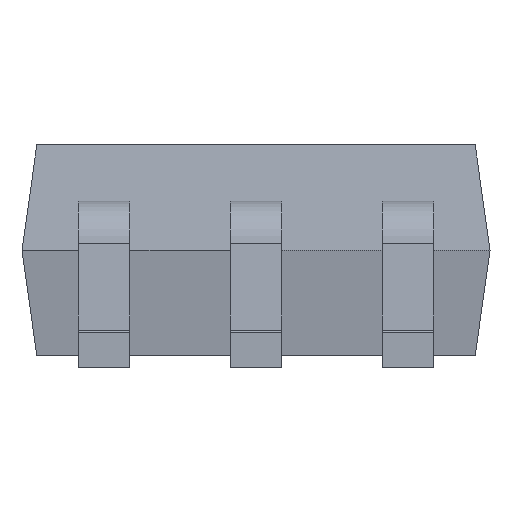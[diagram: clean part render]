
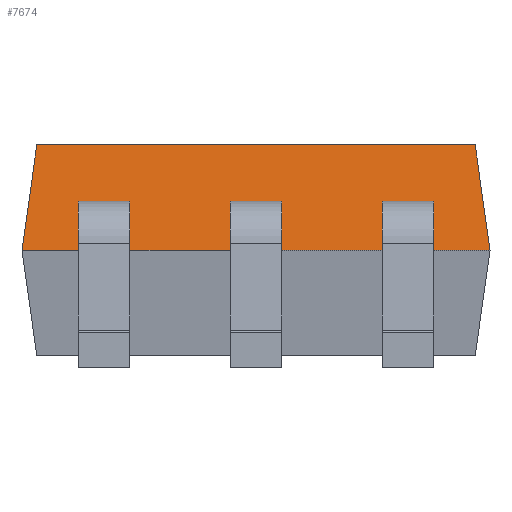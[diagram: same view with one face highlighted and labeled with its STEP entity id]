
A CAD part, front view. The second image highlights one B-rep face of the part: STEP entity #7674.
In plain terms, the highlighted planar face has unit normal (0, -0.99, 0.139).
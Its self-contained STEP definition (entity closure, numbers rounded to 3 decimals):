
#116 = EDGE_CURVE ( 'NONE', #9974, #15408, #2483, .T. ) ;
#447 = CARTESIAN_POINT ( 'NONE',  ( -0.54, -0.617, 0.06 ) ) ;
#645 = ORIENTED_EDGE ( 'NONE', *, *, #9516, .T. ) ;
#681 = EDGE_CURVE ( 'NONE', #15983, #10367, #17236, .T. ) ;
#715 = DIRECTION ( 'NONE',  ( -1., 0., 0. ) ) ;
#916 = ORIENTED_EDGE ( 'NONE', *, *, #13357, .F. ) ;
#975 = VECTOR ( 'NONE', #16995, 1000. ) ;
#1250 = CARTESIAN_POINT ( 'NONE',  ( -1., -0.625, 0. ) ) ;
#1683 = VECTOR ( 'NONE', #5876, 1000. ) ;
#1823 = LINE ( 'NONE', #17504, #6679 ) ;
#2240 = ORIENTED_EDGE ( 'NONE', *, *, #18388, .T. ) ;
#2483 = LINE ( 'NONE', #16485, #5395 ) ;
#2520 = ORIENTED_EDGE ( 'NONE', *, *, #13975, .F. ) ;
#2731 = EDGE_CURVE ( 'NONE', #3204, #10367, #4311, .T. ) ;
#2759 = VECTOR ( 'NONE', #9227, 1000. ) ;
#2901 = VERTEX_POINT ( 'NONE', #12997 ) ;
#3000 = VECTOR ( 'NONE', #715, 1000. ) ;
#3113 = LINE ( 'NONE', #17543, #3471 ) ;
#3204 = VERTEX_POINT ( 'NONE', #16131 ) ;
#3415 = VERTEX_POINT ( 'NONE', #4776 ) ;
#3442 = CARTESIAN_POINT ( 'NONE',  ( 0.11, -0.595, 0.21 ) ) ;
#3471 = VECTOR ( 'NONE', #13085, 1000. ) ;
#3528 = LINE ( 'NONE', #13591, #3000 ) ;
#4037 = CARTESIAN_POINT ( 'NONE',  ( -0.11, -0.625, 0. ) ) ;
#4311 = LINE ( 'NONE', #4037, #8959 ) ;
#4436 = EDGE_CURVE ( 'NONE', #10538, #3204, #3113, .T. ) ;
#4531 = AXIS2_PLACEMENT_3D ( 'NONE', #13075, #14572, #12801 ) ;
#4674 = DIRECTION ( 'NONE',  ( 0., 0.139, 0.99 ) ) ;
#4754 = VECTOR ( 'NONE', #18265, 1000. ) ;
#4776 = CARTESIAN_POINT ( 'NONE',  ( 0.54, -0.595, 0.21 ) ) ;
#4818 = VERTEX_POINT ( 'NONE', #5632 ) ;
#4941 = VERTEX_POINT ( 'NONE', #7859 ) ;
#5101 = EDGE_CURVE ( 'NONE', #8122, #4941, #18315, .T. ) ;
#5165 = ORIENTED_EDGE ( 'NONE', *, *, #116, .T. ) ;
#5281 = ORIENTED_EDGE ( 'NONE', *, *, #5101, .F. ) ;
#5395 = VECTOR ( 'NONE', #15086, 1000. ) ;
#5557 = DIRECTION ( 'NONE',  ( 0., 0.139, 0.99 ) ) ;
#5630 = EDGE_CURVE ( 'NONE', #4818, #8554, #9405, .T. ) ;
#5632 = CARTESIAN_POINT ( 'NONE',  ( -0.937, -0.562, 0.45 ) ) ;
#5757 = EDGE_CURVE ( 'NONE', #16405, #15473, #18448, .T. ) ;
#5876 = DIRECTION ( 'NONE',  ( 0., 0.139, 0.99 ) ) ;
#5973 = VECTOR ( 'NONE', #12391, 1000. ) ;
#5980 = ORIENTED_EDGE ( 'NONE', *, *, #7249, .T. ) ;
#5999 = CARTESIAN_POINT ( 'NONE',  ( -1., -0.625, 0. ) ) ;
#6118 = LINE ( 'NONE', #6491, #8030 ) ;
#6154 = CARTESIAN_POINT ( 'NONE',  ( 0.976, -0.601, 0.169 ) ) ;
#6220 = EDGE_LOOP ( 'NONE', ( #5281, #5980, #11124, #18308 ) ) ;
#6491 = CARTESIAN_POINT ( 'NONE',  ( -1.65, -0.617, 0.06 ) ) ;
#6679 = VECTOR ( 'NONE', #4674, 1000. ) ;
#6790 = LINE ( 'NONE', #9794, #8839 ) ;
#6943 = VERTEX_POINT ( 'NONE', #9407 ) ;
#7005 = FACE_BOUND ( 'NONE', #12809, .T. ) ;
#7088 = FACE_BOUND ( 'NONE', #6220, .T. ) ;
#7102 = CARTESIAN_POINT ( 'NONE',  ( 0.76, -0.625, 0. ) ) ;
#7112 = ORIENTED_EDGE ( 'NONE', *, *, #8481, .T. ) ;
#7249 = EDGE_CURVE ( 'NONE', #8122, #6943, #3528, .T. ) ;
#7674 = ADVANCED_FACE ( 'NONE', ( #7005, #9903, #14402, #7088 ), #11502, .T. ) ;
#7697 = DIRECTION ( 'NONE',  ( -1., 0., 0. ) ) ;
#7859 = CARTESIAN_POINT ( 'NONE',  ( 0.76, -0.595, 0.21 ) ) ;
#8030 = VECTOR ( 'NONE', #7697, 1000. ) ;
#8122 = VERTEX_POINT ( 'NONE', #11529 ) ;
#8481 = EDGE_CURVE ( 'NONE', #4818, #9081, #12519, .T. ) ;
#8554 = VERTEX_POINT ( 'NONE', #9997 ) ;
#8839 = VECTOR ( 'NONE', #15582, 1000. ) ;
#8959 = VECTOR ( 'NONE', #5557, 1000. ) ;
#9030 = VECTOR ( 'NONE', #14412, 1000. ) ;
#9081 = VERTEX_POINT ( 'NONE', #5999 ) ;
#9227 = DIRECTION ( 'NONE',  ( 0.138, -0.138, -0.981 ) ) ;
#9405 = LINE ( 'NONE', #10730, #5973 ) ;
#9407 = CARTESIAN_POINT ( 'NONE',  ( 0.54, -0.617, 0.06 ) ) ;
#9516 = EDGE_CURVE ( 'NONE', #16405, #9974, #6118, .T. ) ;
#9794 = CARTESIAN_POINT ( 'NONE',  ( -1.65, -0.595, 0.21 ) ) ;
#9903 = FACE_OUTER_BOUND ( 'NONE', #18091, .T. ) ;
#9974 = VERTEX_POINT ( 'NONE', #12146 ) ;
#9997 = CARTESIAN_POINT ( 'NONE',  ( 0.937, -0.562, 0.45 ) ) ;
#10086 = CARTESIAN_POINT ( 'NONE',  ( -1., -0.625, 0. ) ) ;
#10367 = VERTEX_POINT ( 'NONE', #17153 ) ;
#10538 = VERTEX_POINT ( 'NONE', #16743 ) ;
#10626 = VECTOR ( 'NONE', #11089, 1000. ) ;
#10730 = CARTESIAN_POINT ( 'NONE',  ( -1., -0.562, 0.45 ) ) ;
#10801 = LINE ( 'NONE', #18044, #10626 ) ;
#11089 = DIRECTION ( 'NONE',  ( 0., 0.139, 0.99 ) ) ;
#11124 = ORIENTED_EDGE ( 'NONE', *, *, #16401, .T. ) ;
#11141 = DIRECTION ( 'NONE',  ( -0.138, -0.138, -0.981 ) ) ;
#11206 = VECTOR ( 'NONE', #11141, 1000. ) ;
#11502 = PLANE ( 'NONE',  #4531 ) ;
#11529 = CARTESIAN_POINT ( 'NONE',  ( 0.76, -0.617, 0.06 ) ) ;
#12107 = VECTOR ( 'NONE', #12770, 1000. ) ;
#12146 = CARTESIAN_POINT ( 'NONE',  ( -0.76, -0.617, 0.06 ) ) ;
#12391 = DIRECTION ( 'NONE',  ( 1., 0., 0. ) ) ;
#12477 = ORIENTED_EDGE ( 'NONE', *, *, #2731, .T. ) ;
#12519 = LINE ( 'NONE', #1250, #11206 ) ;
#12571 = EDGE_LOOP ( 'NONE', ( #916, #15896, #12477, #13525 ) ) ;
#12770 = DIRECTION ( 'NONE',  ( -1., 0., 0. ) ) ;
#12801 = DIRECTION ( 'NONE',  ( 0., -0.139, -0.99 ) ) ;
#12809 = EDGE_LOOP ( 'NONE', ( #15051, #645, #5165, #2520 ) ) ;
#12867 = CARTESIAN_POINT ( 'NONE',  ( -0.54, -0.625, 0. ) ) ;
#12997 = CARTESIAN_POINT ( 'NONE',  ( 1., -0.625, 0. ) ) ;
#13002 = LINE ( 'NONE', #10086, #9030 ) ;
#13075 = CARTESIAN_POINT ( 'NONE',  ( -1., -0.625, 0. ) ) ;
#13085 = DIRECTION ( 'NONE',  ( -1., 0., 0. ) ) ;
#13276 = LINE ( 'NONE', #6154, #2759 ) ;
#13281 = CARTESIAN_POINT ( 'NONE',  ( -0.54, -0.595, 0.21 ) ) ;
#13357 = EDGE_CURVE ( 'NONE', #10538, #15983, #10801, .T. ) ;
#13525 = ORIENTED_EDGE ( 'NONE', *, *, #681, .F. ) ;
#13591 = CARTESIAN_POINT ( 'NONE',  ( -0.35, -0.617, 0.06 ) ) ;
#13975 = EDGE_CURVE ( 'NONE', #15473, #15408, #6790, .T. ) ;
#14129 = LINE ( 'NONE', #15514, #975 ) ;
#14402 = FACE_BOUND ( 'NONE', #12571, .T. ) ;
#14412 = DIRECTION ( 'NONE',  ( 1., 0., 0. ) ) ;
#14572 = DIRECTION ( 'NONE',  ( 0., -0.99, 0.139 ) ) ;
#15051 = ORIENTED_EDGE ( 'NONE', *, *, #5757, .F. ) ;
#15086 = DIRECTION ( 'NONE',  ( 0., 0.139, 0.99 ) ) ;
#15408 = VERTEX_POINT ( 'NONE', #15542 ) ;
#15473 = VERTEX_POINT ( 'NONE', #13281 ) ;
#15514 = CARTESIAN_POINT ( 'NONE',  ( -0.35, -0.595, 0.21 ) ) ;
#15542 = CARTESIAN_POINT ( 'NONE',  ( -0.76, -0.595, 0.21 ) ) ;
#15582 = DIRECTION ( 'NONE',  ( -1., 0., 0. ) ) ;
#15837 = ORIENTED_EDGE ( 'NONE', *, *, #17064, .F. ) ;
#15843 = CARTESIAN_POINT ( 'NONE',  ( -1., -0.595, 0.21 ) ) ;
#15896 = ORIENTED_EDGE ( 'NONE', *, *, #4436, .T. ) ;
#15983 = VERTEX_POINT ( 'NONE', #3442 ) ;
#16131 = CARTESIAN_POINT ( 'NONE',  ( -0.11, -0.617, 0.06 ) ) ;
#16401 = EDGE_CURVE ( 'NONE', #6943, #3415, #1823, .T. ) ;
#16405 = VERTEX_POINT ( 'NONE', #447 ) ;
#16485 = CARTESIAN_POINT ( 'NONE',  ( -0.76, -0.625, 0. ) ) ;
#16743 = CARTESIAN_POINT ( 'NONE',  ( 0.11, -0.617, 0.06 ) ) ;
#16933 = EDGE_CURVE ( 'NONE', #4941, #3415, #14129, .T. ) ;
#16995 = DIRECTION ( 'NONE',  ( -1., 0., 0. ) ) ;
#17064 = EDGE_CURVE ( 'NONE', #8554, #2901, #13276, .T. ) ;
#17153 = CARTESIAN_POINT ( 'NONE',  ( -0.11, -0.595, 0.21 ) ) ;
#17236 = LINE ( 'NONE', #15843, #12107 ) ;
#17504 = CARTESIAN_POINT ( 'NONE',  ( 0.54, -0.625, 0. ) ) ;
#17543 = CARTESIAN_POINT ( 'NONE',  ( -1., -0.617, 0.06 ) ) ;
#18044 = CARTESIAN_POINT ( 'NONE',  ( 0.11, -0.625, 0. ) ) ;
#18091 = EDGE_LOOP ( 'NONE', ( #2240, #15837, #18179, #7112 ) ) ;
#18179 = ORIENTED_EDGE ( 'NONE', *, *, #5630, .F. ) ;
#18265 = DIRECTION ( 'NONE',  ( 0., 0.139, 0.99 ) ) ;
#18308 = ORIENTED_EDGE ( 'NONE', *, *, #16933, .F. ) ;
#18315 = LINE ( 'NONE', #7102, #1683 ) ;
#18388 = EDGE_CURVE ( 'NONE', #9081, #2901, #13002, .T. ) ;
#18448 = LINE ( 'NONE', #12867, #4754 ) ;
